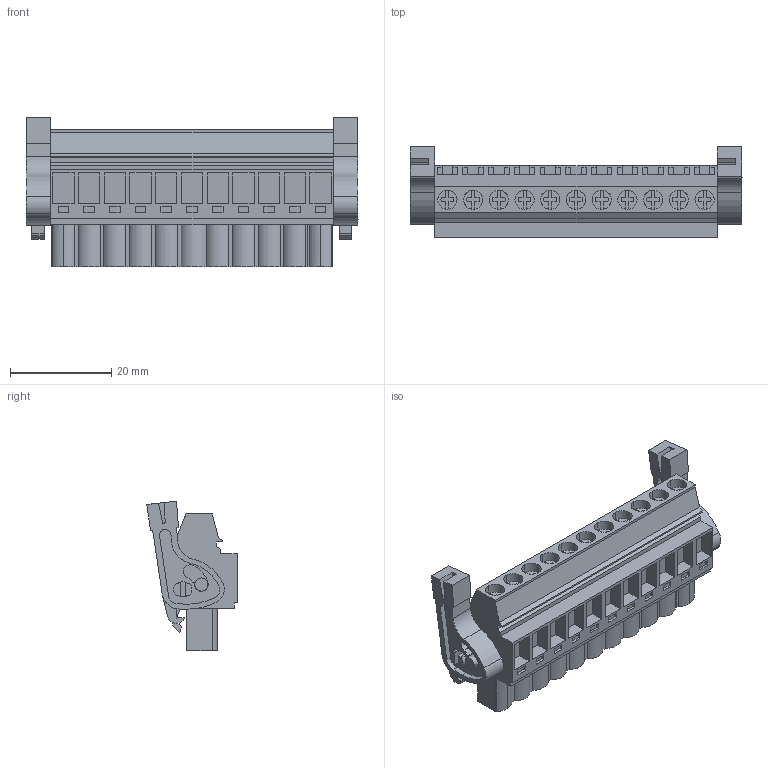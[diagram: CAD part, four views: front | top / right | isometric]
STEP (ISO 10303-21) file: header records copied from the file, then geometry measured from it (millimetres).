
FILE_DESCRIPTION(('CATIA V5 STEP','CAx-IF Rec.Pracs.--- Model Styling and Organization---1.2---2011-12-15'),'2;1');
FILE_NAME ('D1460100_0_1947620000_1947620000.stp','2017-09-09T10:47:06+00:00',('none'),('Weidmueller'),'CATIA Version 5-6 Release 2014','CATIA V5 STEP AP214','none');
FILE_SCHEMA(('AUTOMOTIVE_DESIGN { 1 0 10303 214 1 1 1 1 }'));
Length unit declared in the file: millimetre
Products named in the file (1): 1947620000
Bounding box: 65.58 x 17.88 x 29.56 mm (x, y, z)
Volume: 13872.8 mm3; surface area: 9391.6 mm2
Topology: 14 solids, 14 shells, 874 faces, 2435 edges, 1644 vertices
Faces by surface type: plane 701, cylinder 169, extrusion 4
Entity records: 26483 total; most frequent: CARTESIAN_POINT 5100, ORIENTED_EDGE 4870, DIRECTION 3581, EDGE_CURVE 2435, VECTOR 2029, LINE 2025, VERTEX_POINT 1644, AXIS2_PLACEMENT_3D 950
